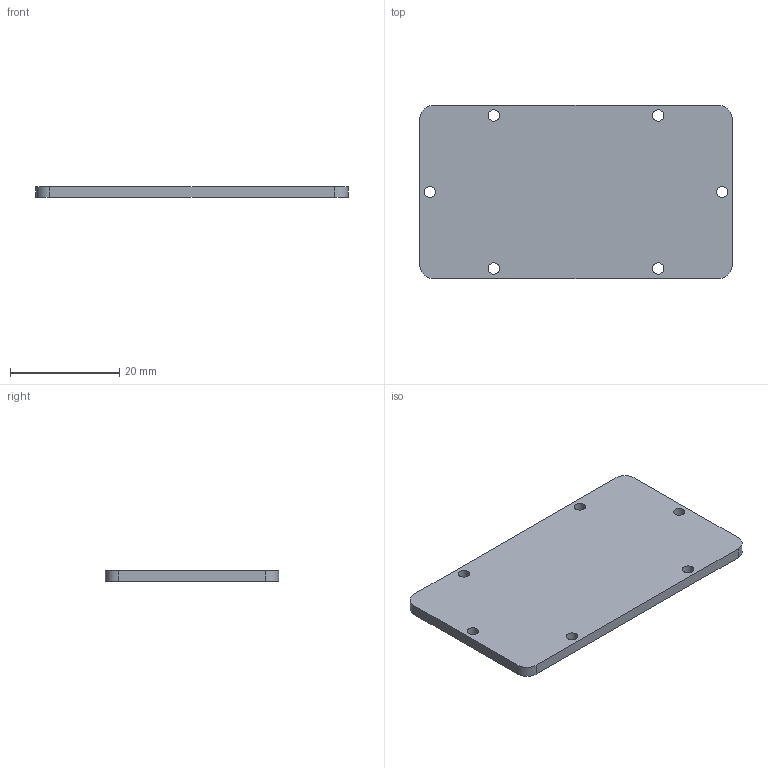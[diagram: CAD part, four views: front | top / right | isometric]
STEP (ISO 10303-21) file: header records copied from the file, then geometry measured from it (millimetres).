
FILE_DESCRIPTION(('FreeCAD Model'),'2;1');
FILE_NAME('ME18002.step', '2018-05-31T12:23:04',('Author'),(''), 'Open CASCADE STEP processor 7.2','FreeCAD','Unknown');
FILE_SCHEMA(('AUTOMOTIVE_DESIGN_CC2 { 1 2 10303 214 -1 1 5 4 }'));
Length unit declared in the file: millimetre
Products named in the file (1): Hole
Bounding box: 57.1 x 31.7 x 2 mm (x, y, z)
Volume: 3563.3 mm3; surface area: 3984.8 mm2
Topology: 1 solids, 1 shells, 22 faces, 60 edges, 40 vertices
Faces by surface type: cylinder 10, plane 6, cone 6
Full cylindrical faces by diameter (mm): 2.1 x6
Entity records: 1583 total; most frequent: CARTESIAN_POINT 327, DIRECTION 244, LINE 128, VECTOR 128, ORIENTED_EDGE 120, PCURVE 120, DEFINITIONAL_REPRESENTATION 120, EDGE_CURVE 60
